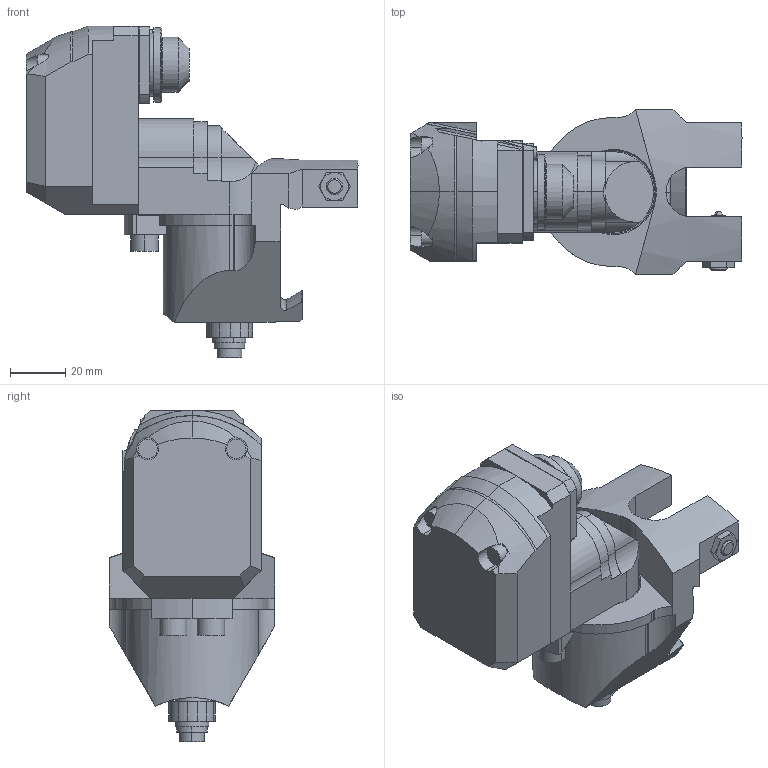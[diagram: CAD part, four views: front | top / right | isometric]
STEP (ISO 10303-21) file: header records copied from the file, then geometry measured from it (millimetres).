
FILE_DESCRIPTION(/* description */ (''),/* implementation_level */ '2;1');
FILE_NAME(/* name */ '10001066454nxv000_00_214.stp',/* time_stamp */ '2022-06-23T10:51:27+02:00',/* author */ (''),/* organization */ (''),/* preprocessor_version */ 'ST-DEVELOPER v16.7',/* originating_system */ 'SIEMENS PLM Software NX 12.0',/* authorisation */ '');
FILE_SCHEMA (('AUTOMOTIVE_DESIGN { 1 0 10303 214 3 1 1 1 }'));
Length unit declared in the file: millimetre
Products named in the file (1): 10001066454nxv000_00
Bounding box: 120.1 x 60 x 120 mm (x, y, z)
Volume: 238039 mm3; surface area: 39971.8 mm2
Topology: 1 solids, 1 shells, 301 faces, 802 edges, 524 vertices
Faces by surface type: cylinder 148, plane 104, cone 40, torus 7, sphere 2
Full cylindrical faces by diameter (mm): 3 x1, 20 x1, 27 x1
Entity records: 13526 total; most frequent: CARTESIAN_POINT 5040, DIRECTION 1668, ORIENTED_EDGE 1580, EDGE_CURVE 790, AXIS2_PLACEMENT_3D 676, VERTEX_POINT 522, EDGE_LOOP 346, CIRCLE 331
